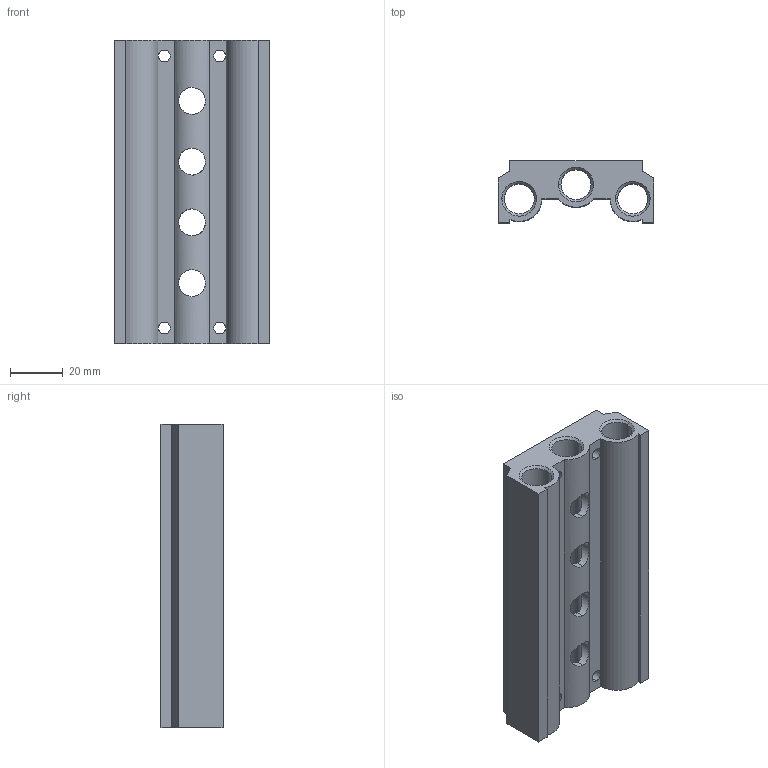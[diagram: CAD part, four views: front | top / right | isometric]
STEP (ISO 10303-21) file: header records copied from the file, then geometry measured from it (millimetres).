
FILE_DESCRIPTION (( 'STEP AP214' ), '1' );
FILE_NAME ('EMC-V52-4.STEP', '2020-04-02T09:02:26', ( '' ), ( '' ), 'SwSTEP 2.0', 'SolidWorks 2020', '' );
FILE_SCHEMA (( 'AUTOMOTIVE_DESIGN' ));
Length unit declared in the file: millimetre
Products named in the file (1): EMC-V52-4
Bounding box: 59 x 23.5 x 115 mm (x, y, z)
Volume: 83384.3 mm3; surface area: 35844.2 mm2
Topology: 1 solids, 1 shells, 132 faces, 346 edges, 208 vertices
Faces by surface type: cylinder 65, cone 44, plane 23
Entity records: 5402 total; most frequent: CARTESIAN_POINT 2111, DIRECTION 674, ORIENTED_EDGE 660, EDGE_CURVE 330, AXIS2_PLACEMENT_3D 259, VERTEX_POINT 208, EDGE_LOOP 186, VECTOR 156
